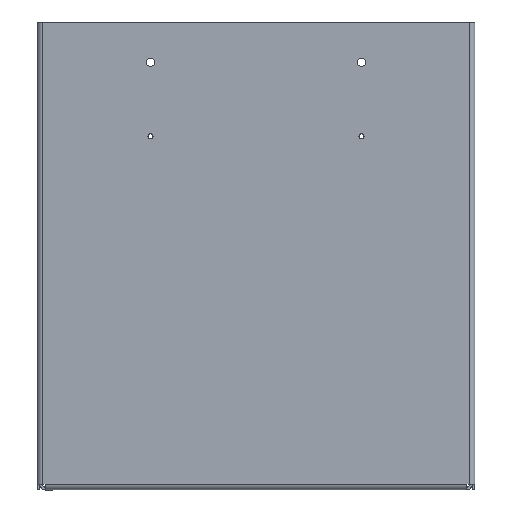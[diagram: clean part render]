
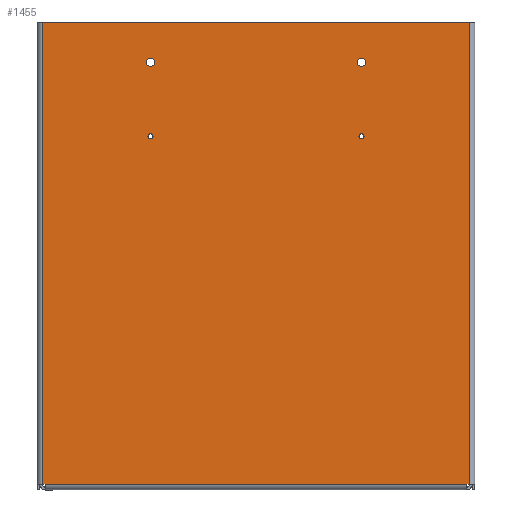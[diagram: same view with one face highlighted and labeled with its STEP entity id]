
A CAD part, top view. The second image highlights one B-rep face of the part: STEP entity #1455.
In plain terms, the highlighted planar face has unit normal (0, 0, 1).
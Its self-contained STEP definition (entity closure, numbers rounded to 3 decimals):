
#92=FACE_BOUND('',#495,.T.);
#93=FACE_BOUND('',#496,.T.);
#94=FACE_BOUND('',#497,.T.);
#95=FACE_BOUND('',#498,.T.);
#96=FACE_BOUND('',#499,.T.);
#122=CIRCLE('',#1501,2.5);
#124=CIRCLE('',#1504,1.5);
#126=CIRCLE('',#1507,1.5);
#128=CIRCLE('',#1510,2.5);
#495=EDGE_LOOP('',(#1320));
#496=EDGE_LOOP('',(#1321));
#497=EDGE_LOOP('',(#1322));
#498=EDGE_LOOP('',(#1323));
#499=EDGE_LOOP('',(#1324,#1325,#1326,#1327,#1328,#1329));
#549=LINE('',#2251,#651);
#558=LINE('',#2271,#660);
#565=LINE('',#2289,#667);
#575=LINE('',#2316,#677);
#590=LINE('',#2350,#692);
#601=LINE('',#2372,#703);
#651=VECTOR('',#1874,250.75);
#660=VECTOR('',#1899,1.687);
#667=VECTOR('',#1916,275.);
#677=VECTOR('',#1942,1.688);
#692=VECTOR('',#1979,275.);
#703=VECTOR('',#2004,254.125);
#737=VERTEX_POINT('',#2095);
#739=VERTEX_POINT('',#2100);
#741=VERTEX_POINT('',#2105);
#743=VERTEX_POINT('',#2110);
#787=VERTEX_POINT('',#2243);
#789=VERTEX_POINT('',#2249);
#792=VERTEX_POINT('',#2270);
#798=VERTEX_POINT('',#2288);
#805=VERTEX_POINT('',#2305);
#815=VERTEX_POINT('',#2348);
#857=EDGE_CURVE('',#737,#737,#122,.T.);
#859=EDGE_CURVE('',#739,#739,#124,.T.);
#861=EDGE_CURVE('',#741,#741,#126,.T.);
#863=EDGE_CURVE('',#743,#743,#128,.T.);
#928=EDGE_CURVE('',#787,#789,#549,.T.);
#938=EDGE_CURVE('',#792,#787,#558,.T.);
#947=EDGE_CURVE('',#798,#792,#565,.T.);
#961=EDGE_CURVE('',#789,#805,#575,.T.);
#978=EDGE_CURVE('',#805,#815,#590,.T.);
#989=EDGE_CURVE('',#798,#815,#601,.T.);
#1320=ORIENTED_EDGE('',*,*,#857,.T.);
#1321=ORIENTED_EDGE('',*,*,#859,.T.);
#1322=ORIENTED_EDGE('',*,*,#861,.T.);
#1323=ORIENTED_EDGE('',*,*,#863,.T.);
#1324=ORIENTED_EDGE('',*,*,#938,.T.);
#1325=ORIENTED_EDGE('',*,*,#928,.T.);
#1326=ORIENTED_EDGE('',*,*,#961,.T.);
#1327=ORIENTED_EDGE('',*,*,#978,.T.);
#1328=ORIENTED_EDGE('',*,*,#989,.F.);
#1329=ORIENTED_EDGE('',*,*,#947,.T.);
#1375=PLANE('',#1606);
#1455=ADVANCED_FACE('',(#92,#93,#94,#95,#96),#1375,.T.);
#1501=AXIS2_PLACEMENT_3D('',#2096,#1705,#1706);
#1504=AXIS2_PLACEMENT_3D('',#2101,#1711,#1712);
#1507=AXIS2_PLACEMENT_3D('',#2106,#1717,#1718);
#1510=AXIS2_PLACEMENT_3D('',#2111,#1723,#1724);
#1606=AXIS2_PLACEMENT_3D('',#2373,#2005,#2006);
#1705=DIRECTION('center_axis',(0.,0.,-1.));
#1706=DIRECTION('ref_axis',(-1.,0.,0.));
#1711=DIRECTION('center_axis',(0.,0.,-1.));
#1712=DIRECTION('ref_axis',(-1.,0.,0.));
#1717=DIRECTION('center_axis',(0.,0.,-1.));
#1718=DIRECTION('ref_axis',(-1.,0.,0.));
#1723=DIRECTION('center_axis',(0.,0.,-1.));
#1724=DIRECTION('ref_axis',(-1.,0.,0.));
#1874=DIRECTION('',(1.,0.,0.));
#1899=DIRECTION('',(1.,0.,0.));
#1916=DIRECTION('',(0.,-1.,0.));
#1942=DIRECTION('',(1.,0.,0.));
#1979=DIRECTION('',(0.,1.,0.));
#2004=DIRECTION('',(1.,0.,0.));
#2005=DIRECTION('center_axis',(0.,0.,1.));
#2006=DIRECTION('ref_axis',(1.,0.,0.));
#2095=CARTESIAN_POINT('',(-60.25,115.088,1.588));
#2096=CARTESIAN_POINT('Origin',(-62.75,115.088,1.588));
#2100=CARTESIAN_POINT('',(-61.25,71.088,1.588));
#2101=CARTESIAN_POINT('Origin',(-62.75,71.088,1.588));
#2105=CARTESIAN_POINT('',(64.25,71.088,1.588));
#2106=CARTESIAN_POINT('Origin',(62.75,71.088,1.588));
#2110=CARTESIAN_POINT('',(65.25,115.088,1.588));
#2111=CARTESIAN_POINT('Origin',(62.75,115.088,1.588));
#2243=CARTESIAN_POINT('',(-125.375,-135.913,1.588));
#2249=CARTESIAN_POINT('',(125.375,-135.913,1.588));
#2251=CARTESIAN_POINT('',(-63.531,-135.913,1.588));
#2270=CARTESIAN_POINT('',(-127.063,-135.913,1.588));
#2271=CARTESIAN_POINT('',(-63.531,-135.913,1.588));
#2288=CARTESIAN_POINT('',(-127.063,139.088,1.588));
#2289=CARTESIAN_POINT('',(-127.063,69.544,1.588));
#2305=CARTESIAN_POINT('',(127.063,-135.913,1.588));
#2316=CARTESIAN_POINT('',(-63.531,-135.913,1.588));
#2348=CARTESIAN_POINT('',(127.063,139.088,1.588));
#2350=CARTESIAN_POINT('',(127.063,-69.544,1.588));
#2372=CARTESIAN_POINT('',(-128.65,139.088,1.588));
#2373=CARTESIAN_POINT('Origin',(0.,0.,
1.588));
